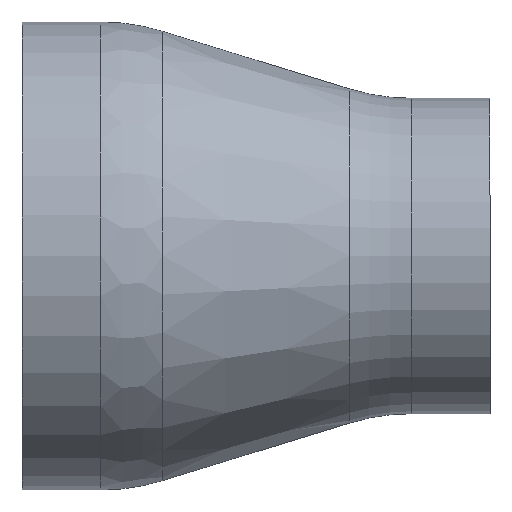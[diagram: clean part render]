
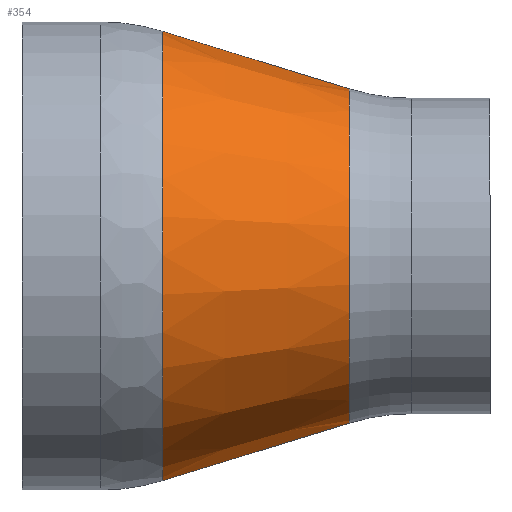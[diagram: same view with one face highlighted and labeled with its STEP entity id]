
A CAD part, top view. The second image highlights one B-rep face of the part: STEP entity #354.
In plain terms, the highlighted conical face has half-angle 17.173 degrees and reference radius 42.717 mm.
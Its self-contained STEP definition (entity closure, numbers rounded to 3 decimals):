
#34 = CARTESIAN_POINT ( 'NONE',  ( -17.69, -42.717, 0. ) ) ;
#38 = VECTOR ( 'NONE', #398, 1000. ) ;
#48 = CIRCLE ( 'NONE', #105, 31.783 ) ;
#50 = CARTESIAN_POINT ( 'NONE',  ( -17.69, 42.717, 0. ) ) ;
#52 = EDGE_CURVE ( 'NONE', #487, #373, #542, .T. ) ;
#104 = CARTESIAN_POINT ( 'NONE',  ( -17.69, 0., 0. ) ) ;
#105 = AXIS2_PLACEMENT_3D ( 'NONE', #280, #484, #128 ) ;
#125 = EDGE_LOOP ( 'NONE', ( #236, #501, #520, #616 ) ) ;
#128 = DIRECTION ( 'NONE',  ( 0., 1., 0. ) ) ;
#162 = CIRCLE ( 'NONE', #368, 42.717 ) ;
#171 = FACE_OUTER_BOUND ( 'NONE', #125, .T. ) ;
#197 = VERTEX_POINT ( 'NONE', #50 ) ;
#231 = EDGE_CURVE ( 'NONE', #517, #197, #500, .T. ) ;
#235 = DIRECTION ( 'NONE',  ( -0.955, -0.295, 0. ) ) ;
#236 = ORIENTED_EDGE ( 'NONE', *, *, #507, .F. ) ;
#246 = DIRECTION ( 'NONE',  ( 0., 1., 0. ) ) ;
#262 = VECTOR ( 'NONE', #235, 1000. ) ;
#280 = CARTESIAN_POINT ( 'NONE',  ( 17.69, 0., 0. ) ) ;
#297 = CARTESIAN_POINT ( 'NONE',  ( -17.69, 42.717, 0. ) ) ;
#347 = CARTESIAN_POINT ( 'NONE',  ( 17.69, 31.783, 0. ) ) ;
#354 = ADVANCED_FACE ( 'NONE', ( #171 ), #574, .T. ) ;
#358 = DIRECTION ( 'NONE',  ( 0., -1., 0. ) ) ;
#368 = AXIS2_PLACEMENT_3D ( 'NONE', #452, #405, #246 ) ;
#373 = VERTEX_POINT ( 'NONE', #518 ) ;
#375 = CARTESIAN_POINT ( 'NONE',  ( 17.69, -31.783, 0. ) ) ;
#398 = DIRECTION ( 'NONE',  ( -0.955, 0.295, 0. ) ) ;
#405 = DIRECTION ( 'NONE',  ( 1., 0., 0. ) ) ;
#452 = CARTESIAN_POINT ( 'NONE',  ( -17.69, 0., 0. ) ) ;
#484 = DIRECTION ( 'NONE',  ( 1., 0., 0. ) ) ;
#487 = VERTEX_POINT ( 'NONE', #375 ) ;
#500 = LINE ( 'NONE', #297, #38 ) ;
#501 = ORIENTED_EDGE ( 'NONE', *, *, #231, .T. ) ;
#507 = EDGE_CURVE ( 'NONE', #517, #487, #48, .T. ) ;
#517 = VERTEX_POINT ( 'NONE', #347 ) ;
#518 = CARTESIAN_POINT ( 'NONE',  ( -17.69, -42.717, 0. ) ) ;
#520 = ORIENTED_EDGE ( 'NONE', *, *, #584, .T. ) ;
#541 = AXIS2_PLACEMENT_3D ( 'NONE', #104, #611, #358 ) ;
#542 = LINE ( 'NONE', #34, #262 ) ;
#574 = CONICAL_SURFACE ( 'NONE', #541, 42.717, 0.3 ) ;
#584 = EDGE_CURVE ( 'NONE', #197, #373, #162, .T. ) ;
#611 = DIRECTION ( 'NONE',  ( -1., 0., 0. ) ) ;
#616 = ORIENTED_EDGE ( 'NONE', *, *, #52, .F. ) ;
